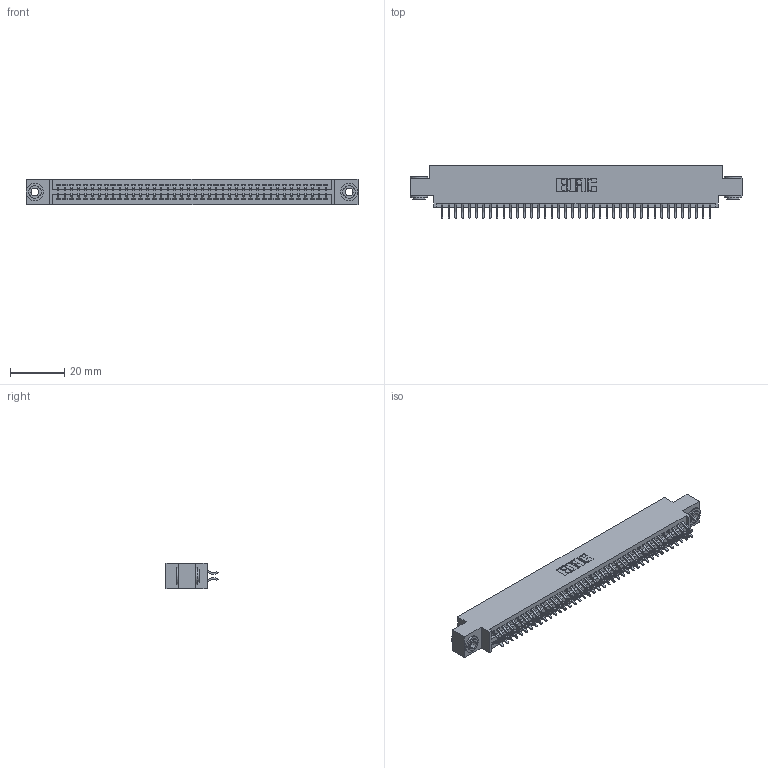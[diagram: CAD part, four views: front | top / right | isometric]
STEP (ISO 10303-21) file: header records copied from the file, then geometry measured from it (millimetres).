
FILE_DESCRIPTION (( 'STEP AP203' ), '1' );
FILE_NAME ('345-080-556-803.STEP', '2019-10-31T20:27:25', ( '' ), ( '' ), 'SwSTEP 2.0', 'SolidWorks 2016', '' );
FILE_SCHEMA (( 'CONFIG_CONTROL_DESIGN' ));
Length unit declared in the file: inch
Products named in the file (4): 345-250-002_345-250-002-102; 345 Part_0.170 Offset - 0.156 Dia-TH; 345-292-001_556 Tail; 345-080-556-803
Assembly tree (83 placements, depth 2):
  345-080-556-803
    345 Part_0.170 Offset - 0.156 Dia-TH
    345-292-001_556 Tail  x80
    345-250-002_345-250-002-102  x2
Bounding box: 122.81 x 19.24 x 9.4 mm (x, y, z)
Volume: 11814.1 mm3; surface area: 17702.8 mm2
Topology: 83 solids, 83 shells, 4648 faces, 13789 edges, 9082 vertices
Faces by surface type: plane 3054, cylinder 1586, cone 8
Entity records: 32656 total; most frequent: CARTESIAN_POINT 5467, ORIENTED_EDGE 5382, DIRECTION 4841, EDGE_CURVE 2691, LINE 2367, VECTOR 2367, VERTEX_POINT 1790, AXIS2_PLACEMENT_3D 1237
